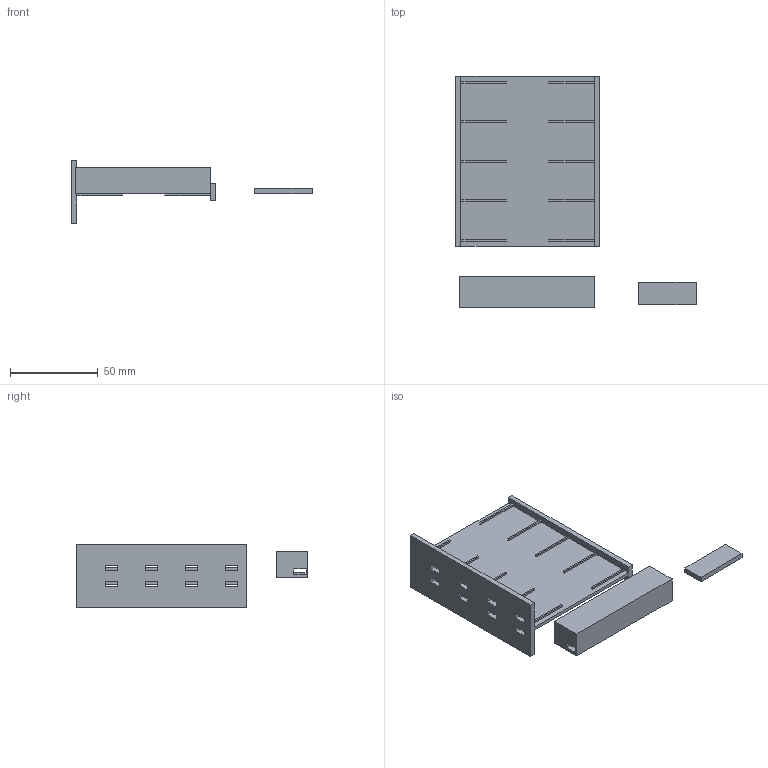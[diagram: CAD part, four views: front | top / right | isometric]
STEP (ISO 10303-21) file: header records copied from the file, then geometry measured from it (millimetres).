
FILE_DESCRIPTION(/* description */ (''),/* implementation_level */ '2;1');
FILE_NAME(/* name */ 'Configurazione 1.step',/* time_stamp */ '2025-04-09T00:04:09+02:00',/* author */ (''),/* organization */ (''),/* preprocessor_version */ 'ST-DEVELOPER v20.1',/* originating_system */ 'Autodesk Translation Framework v14.4.0.0',/* authorisation */ '');
FILE_SCHEMA (('AUTOMOTIVE_DESIGN { 1 0 10303 214 3 1 1 }'));
Length unit declared in the file: millimetre
Products named in the file (1): Configurazione 1
Bounding box: 137 x 132 x 36 mm (x, y, z)
Volume: 48883.2 mm3; surface area: 34500 mm2
Topology: 3 solids, 3 shells, 142 faces, 408 edges, 272 vertices
Faces by surface type: plane 142
Entity records: 4633 total; most frequent: CARTESIAN_POINT 823, ORIENTED_EDGE 816, DIRECTION 694, LINE 408, VECTOR 408, EDGE_CURVE 408, VERTEX_POINT 272, EDGE_LOOP 160
